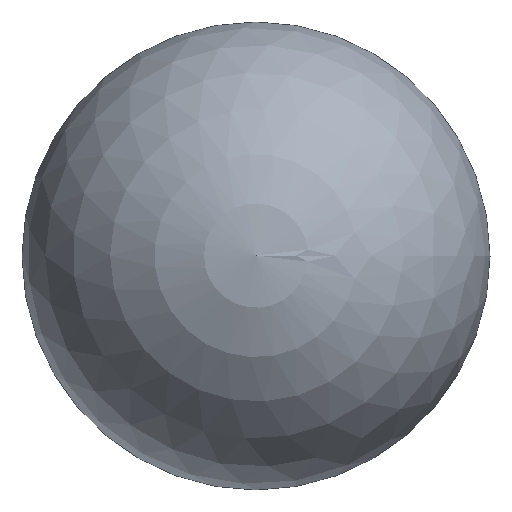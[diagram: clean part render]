
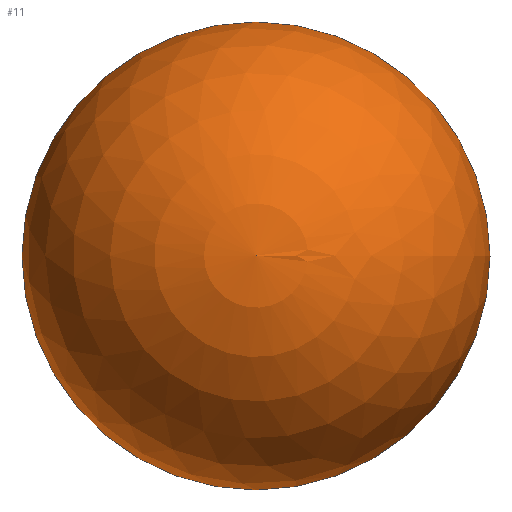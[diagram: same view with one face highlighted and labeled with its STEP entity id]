
A CAD part, top view. The second image highlights one B-rep face of the part: STEP entity #11.
In plain terms, the highlighted spherical face has radius 21.35 mm.
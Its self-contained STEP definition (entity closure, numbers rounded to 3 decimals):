
#6 = CARTESIAN_POINT ( 'NONE',  ( 0., -21.35, 0. ) ) ;
#11 = ADVANCED_FACE ( 'NONE', ( #36 ), #56, .T. ) ;
#13 = EDGE_LOOP ( 'NONE', ( #50, #115 ) ) ;
#18 = DIRECTION ( 'NONE',  ( 1., 0., 0. ) ) ;
#19 = DIRECTION ( 'NONE',  ( 0., 0., -1. ) ) ;
#36 = FACE_OUTER_BOUND ( 'NONE', #13, .T. ) ;
#37 = EDGE_CURVE ( 'NONE', #107, #110, #66, .T. ) ;
#40 = CARTESIAN_POINT ( 'NONE',  ( 0., 0., 0. ) ) ;
#43 = AXIS2_PLACEMENT_3D ( 'NONE', #73, #84, #113 ) ;
#49 = EDGE_CURVE ( 'NONE', #107, #110, #80, .T. ) ;
#50 = ORIENTED_EDGE ( 'NONE', *, *, #49, .F. ) ;
#56 = SPHERICAL_SURFACE ( 'NONE', #43, 21.35 ) ;
#65 = CARTESIAN_POINT ( 'NONE',  ( 0., 0., 0. ) ) ;
#66 = CIRCLE ( 'NONE', #125, 21.35 ) ;
#73 = CARTESIAN_POINT ( 'NONE',  ( 0., 0., 0. ) ) ;
#75 = DIRECTION ( 'NONE',  ( 0., 0., 1. ) ) ;
#80 = CIRCLE ( 'NONE', #99, 21.35 ) ;
#84 = DIRECTION ( 'NONE',  ( 0., 0., -1. ) ) ;
#85 = DIRECTION ( 'NONE',  ( -1., 0., 0. ) ) ;
#94 = CARTESIAN_POINT ( 'NONE',  ( 0., 21.35, 0. ) ) ;
#99 = AXIS2_PLACEMENT_3D ( 'NONE', #65, #19, #85 ) ;
#107 = VERTEX_POINT ( 'NONE', #6 ) ;
#110 = VERTEX_POINT ( 'NONE', #94 ) ;
#113 = DIRECTION ( 'NONE',  ( 1., 0., 0. ) ) ;
#115 = ORIENTED_EDGE ( 'NONE', *, *, #37, .T. ) ;
#125 = AXIS2_PLACEMENT_3D ( 'NONE', #40, #75, #18 ) ;
